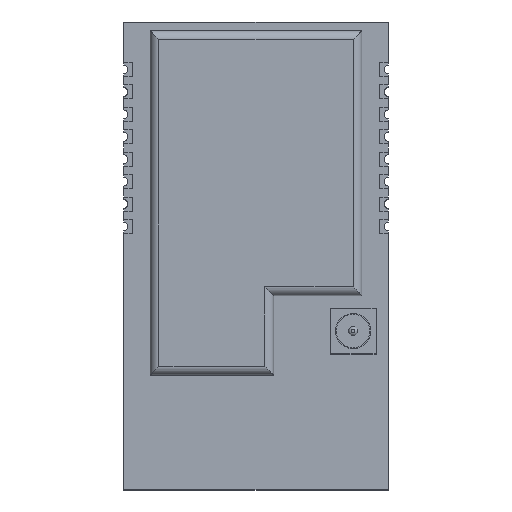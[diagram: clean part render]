
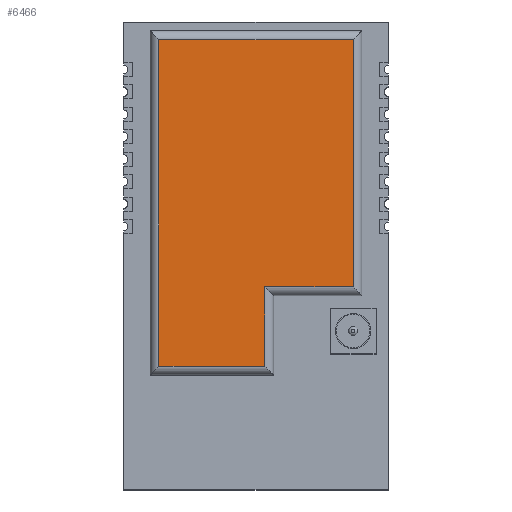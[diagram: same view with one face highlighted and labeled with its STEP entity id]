
A CAD part, top view. The second image highlights one B-rep face of the part: STEP entity #6466.
In plain terms, the highlighted planar face has unit normal (0, 0, 1).
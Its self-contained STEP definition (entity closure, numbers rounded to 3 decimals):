
#5949 = CYLINDRICAL_SURFACE('',#5950,0.5);
#5950 = AXIS2_PLACEMENT_3D('',#5951,#5952,#5953);
#5951 = CARTESIAN_POINT('',(-6.,25.5,1.5));
#5952 = DIRECTION('',(1.,0.,0.));
#5953 = DIRECTION('',(0.,1.,0.));
#6062 = CYLINDRICAL_SURFACE('',#6063,0.5);
#6063 = AXIS2_PLACEMENT_3D('',#6064,#6065,#6066);
#6064 = CARTESIAN_POINT('',(-5.5,6.5,1.5));
#6065 = DIRECTION('',(0.,1.,0.));
#6066 = DIRECTION('',(-1.,0.,0.));
#6100 = VERTEX_POINT('',#6101);
#6101 = CARTESIAN_POINT('',(-5.5,25.5,2.));
#6133 = EDGE_CURVE('',#6100,#6134,#6136,.T.);
#6134 = VERTEX_POINT('',#6135);
#6135 = CARTESIAN_POINT('',(5.5,25.5,2.));
#6136 = SURFACE_CURVE('',#6137,(#6141,#6148),.PCURVE_S1.);
#6137 = LINE('',#6138,#6139);
#6138 = CARTESIAN_POINT('',(-6.,25.5,2.));
#6139 = VECTOR('',#6140,1.);
#6140 = DIRECTION('',(1.,0.,0.));
#6141 = PCURVE('',#5949,#6142);
#6142 = DEFINITIONAL_REPRESENTATION('',(#6143),#6147);
#6143 = LINE('',#6144,#6145);
#6144 = CARTESIAN_POINT('',(1.571,0.));
#6145 = VECTOR('',#6146,1.);
#6146 = DIRECTION('',(0.,1.));
#6147 = ( GEOMETRIC_REPRESENTATION_CONTEXT(2) 
PARAMETRIC_REPRESENTATION_CONTEXT() REPRESENTATION_CONTEXT('2D SPACE',''
  ) );
#6148 = PCURVE('',#6149,#6154);
#6149 = PLANE('',#6150);
#6150 = AXIS2_PLACEMENT_3D('',#6151,#6152,#6153);
#6151 = CARTESIAN_POINT('',(-0.357,16.607,2.));
#6152 = DIRECTION('',(-0.,-0.,-1.));
#6153 = DIRECTION('',(-1.,0.,0.));
#6154 = DEFINITIONAL_REPRESENTATION('',(#6155),#6159);
#6155 = LINE('',#6156,#6157);
#6156 = CARTESIAN_POINT('',(5.643,8.893));
#6157 = VECTOR('',#6158,1.);
#6158 = DIRECTION('',(-1.,0.));
#6159 = ( GEOMETRIC_REPRESENTATION_CONTEXT(2) 
PARAMETRIC_REPRESENTATION_CONTEXT() REPRESENTATION_CONTEXT('2D SPACE',''
  ) );
#6181 = CYLINDRICAL_SURFACE('',#6182,0.5);
#6182 = AXIS2_PLACEMENT_3D('',#6183,#6184,#6185);
#6183 = CARTESIAN_POINT('',(5.5,26.,1.5));
#6184 = DIRECTION('',(0.,-1.,0.));
#6185 = DIRECTION('',(1.,0.,0.));
#6373 = CYLINDRICAL_SURFACE('',#6374,0.5);
#6374 = AXIS2_PLACEMENT_3D('',#6375,#6376,#6377);
#6375 = CARTESIAN_POINT('',(-6.,7.,1.5));
#6376 = DIRECTION('',(1.,0.,0.));
#6377 = DIRECTION('',(0.,-1.,0.));
#6411 = VERTEX_POINT('',#6412);
#6412 = CARTESIAN_POINT('',(-5.5,7.,2.));
#6444 = EDGE_CURVE('',#6411,#6100,#6445,.T.);
#6445 = SURFACE_CURVE('',#6446,(#6450,#6457),.PCURVE_S1.);
#6446 = LINE('',#6447,#6448);
#6447 = CARTESIAN_POINT('',(-5.5,6.5,2.));
#6448 = VECTOR('',#6449,1.);
#6449 = DIRECTION('',(0.,1.,0.));
#6450 = PCURVE('',#6062,#6451);
#6451 = DEFINITIONAL_REPRESENTATION('',(#6452),#6456);
#6452 = LINE('',#6453,#6454);
#6453 = CARTESIAN_POINT('',(1.571,0.));
#6454 = VECTOR('',#6455,1.);
#6455 = DIRECTION('',(0.,1.));
#6456 = ( GEOMETRIC_REPRESENTATION_CONTEXT(2) 
PARAMETRIC_REPRESENTATION_CONTEXT() REPRESENTATION_CONTEXT('2D SPACE',''
  ) );
#6457 = PCURVE('',#6149,#6458);
#6458 = DEFINITIONAL_REPRESENTATION('',(#6459),#6463);
#6459 = LINE('',#6460,#6461);
#6460 = CARTESIAN_POINT('',(5.143,-10.107));
#6461 = VECTOR('',#6462,1.);
#6462 = DIRECTION('',(0.,1.));
#6463 = ( GEOMETRIC_REPRESENTATION_CONTEXT(2) 
PARAMETRIC_REPRESENTATION_CONTEXT() REPRESENTATION_CONTEXT('2D SPACE',''
  ) );
#6466 = ADVANCED_FACE('',(#6467),#6149,.F.);
#6467 = FACE_BOUND('',#6468,.F.);
#6468 = EDGE_LOOP('',(#6469,#6492,#6520,#6548,#6569,#6570));
#6469 = ORIENTED_EDGE('',*,*,#6470,.T.);
#6470 = EDGE_CURVE('',#6134,#6471,#6473,.T.);
#6471 = VERTEX_POINT('',#6472);
#6472 = CARTESIAN_POINT('',(5.5,11.5,2.));
#6473 = SURFACE_CURVE('',#6474,(#6478,#6485),.PCURVE_S1.);
#6474 = LINE('',#6475,#6476);
#6475 = CARTESIAN_POINT('',(5.5,26.,2.));
#6476 = VECTOR('',#6477,1.);
#6477 = DIRECTION('',(0.,-1.,0.));
#6478 = PCURVE('',#6149,#6479);
#6479 = DEFINITIONAL_REPRESENTATION('',(#6480),#6484);
#6480 = LINE('',#6481,#6482);
#6481 = CARTESIAN_POINT('',(-5.857,9.393));
#6482 = VECTOR('',#6483,1.);
#6483 = DIRECTION('',(0.,-1.));
#6484 = ( GEOMETRIC_REPRESENTATION_CONTEXT(2) 
PARAMETRIC_REPRESENTATION_CONTEXT() REPRESENTATION_CONTEXT('2D SPACE',''
  ) );
#6485 = PCURVE('',#6181,#6486);
#6486 = DEFINITIONAL_REPRESENTATION('',(#6487),#6491);
#6487 = LINE('',#6488,#6489);
#6488 = CARTESIAN_POINT('',(1.571,0.));
#6489 = VECTOR('',#6490,1.);
#6490 = DIRECTION('',(0.,1.));
#6491 = ( GEOMETRIC_REPRESENTATION_CONTEXT(2) 
PARAMETRIC_REPRESENTATION_CONTEXT() REPRESENTATION_CONTEXT('2D SPACE',''
  ) );
#6492 = ORIENTED_EDGE('',*,*,#6493,.F.);
#6493 = EDGE_CURVE('',#6494,#6471,#6496,.T.);
#6494 = VERTEX_POINT('',#6495);
#6495 = CARTESIAN_POINT('',(0.5,11.5,2.));
#6496 = SURFACE_CURVE('',#6497,(#6501,#6508),.PCURVE_S1.);
#6497 = LINE('',#6498,#6499);
#6498 = CARTESIAN_POINT('',(1.,11.5,2.));
#6499 = VECTOR('',#6500,1.);
#6500 = DIRECTION('',(1.,0.,0.));
#6501 = PCURVE('',#6149,#6502);
#6502 = DEFINITIONAL_REPRESENTATION('',(#6503),#6507);
#6503 = LINE('',#6504,#6505);
#6504 = CARTESIAN_POINT('',(-1.357,-5.107));
#6505 = VECTOR('',#6506,1.);
#6506 = DIRECTION('',(-1.,0.));
#6507 = ( GEOMETRIC_REPRESENTATION_CONTEXT(2) 
PARAMETRIC_REPRESENTATION_CONTEXT() REPRESENTATION_CONTEXT('2D SPACE',''
  ) );
#6508 = PCURVE('',#6509,#6514);
#6509 = CYLINDRICAL_SURFACE('',#6510,0.5);
#6510 = AXIS2_PLACEMENT_3D('',#6511,#6512,#6513);
#6511 = CARTESIAN_POINT('',(1.,11.5,1.5));
#6512 = DIRECTION('',(1.,0.,0.));
#6513 = DIRECTION('',(0.,-1.,0.));
#6514 = DEFINITIONAL_REPRESENTATION('',(#6515),#6519);
#6515 = LINE('',#6516,#6517);
#6516 = CARTESIAN_POINT('',(-1.571,0.));
#6517 = VECTOR('',#6518,1.);
#6518 = DIRECTION('',(-0.,1.));
#6519 = ( GEOMETRIC_REPRESENTATION_CONTEXT(2) 
PARAMETRIC_REPRESENTATION_CONTEXT() REPRESENTATION_CONTEXT('2D SPACE',''
  ) );
#6520 = ORIENTED_EDGE('',*,*,#6521,.F.);
#6521 = EDGE_CURVE('',#6522,#6494,#6524,.T.);
#6522 = VERTEX_POINT('',#6523);
#6523 = CARTESIAN_POINT('',(0.5,7.,2.));
#6524 = SURFACE_CURVE('',#6525,(#6529,#6536),.PCURVE_S1.);
#6525 = LINE('',#6526,#6527);
#6526 = CARTESIAN_POINT('',(0.5,6.5,2.));
#6527 = VECTOR('',#6528,1.);
#6528 = DIRECTION('',(0.,1.,0.));
#6529 = PCURVE('',#6149,#6530);
#6530 = DEFINITIONAL_REPRESENTATION('',(#6531),#6535);
#6531 = LINE('',#6532,#6533);
#6532 = CARTESIAN_POINT('',(-0.857,-10.107));
#6533 = VECTOR('',#6534,1.);
#6534 = DIRECTION('',(0.,1.));
#6535 = ( GEOMETRIC_REPRESENTATION_CONTEXT(2) 
PARAMETRIC_REPRESENTATION_CONTEXT() REPRESENTATION_CONTEXT('2D SPACE',''
  ) );
#6536 = PCURVE('',#6537,#6542);
#6537 = CYLINDRICAL_SURFACE('',#6538,0.5);
#6538 = AXIS2_PLACEMENT_3D('',#6539,#6540,#6541);
#6539 = CARTESIAN_POINT('',(0.5,6.5,1.5));
#6540 = DIRECTION('',(0.,1.,0.));
#6541 = DIRECTION('',(1.,0.,0.));
#6542 = DEFINITIONAL_REPRESENTATION('',(#6543),#6547);
#6543 = LINE('',#6544,#6545);
#6544 = CARTESIAN_POINT('',(-1.571,0.));
#6545 = VECTOR('',#6546,1.);
#6546 = DIRECTION('',(-0.,1.));
#6547 = ( GEOMETRIC_REPRESENTATION_CONTEXT(2) 
PARAMETRIC_REPRESENTATION_CONTEXT() REPRESENTATION_CONTEXT('2D SPACE',''
  ) );
#6548 = ORIENTED_EDGE('',*,*,#6549,.F.);
#6549 = EDGE_CURVE('',#6411,#6522,#6550,.T.);
#6550 = SURFACE_CURVE('',#6551,(#6555,#6562),.PCURVE_S1.);
#6551 = LINE('',#6552,#6553);
#6552 = CARTESIAN_POINT('',(-6.,7.,2.));
#6553 = VECTOR('',#6554,1.);
#6554 = DIRECTION('',(1.,0.,0.));
#6555 = PCURVE('',#6149,#6556);
#6556 = DEFINITIONAL_REPRESENTATION('',(#6557),#6561);
#6557 = LINE('',#6558,#6559);
#6558 = CARTESIAN_POINT('',(5.643,-9.607));
#6559 = VECTOR('',#6560,1.);
#6560 = DIRECTION('',(-1.,0.));
#6561 = ( GEOMETRIC_REPRESENTATION_CONTEXT(2) 
PARAMETRIC_REPRESENTATION_CONTEXT() REPRESENTATION_CONTEXT('2D SPACE',''
  ) );
#6562 = PCURVE('',#6373,#6563);
#6563 = DEFINITIONAL_REPRESENTATION('',(#6564),#6568);
#6564 = LINE('',#6565,#6566);
#6565 = CARTESIAN_POINT('',(-1.571,0.));
#6566 = VECTOR('',#6567,1.);
#6567 = DIRECTION('',(-0.,1.));
#6568 = ( GEOMETRIC_REPRESENTATION_CONTEXT(2) 
PARAMETRIC_REPRESENTATION_CONTEXT() REPRESENTATION_CONTEXT('2D SPACE',''
  ) );
#6569 = ORIENTED_EDGE('',*,*,#6444,.T.);
#6570 = ORIENTED_EDGE('',*,*,#6133,.T.);
